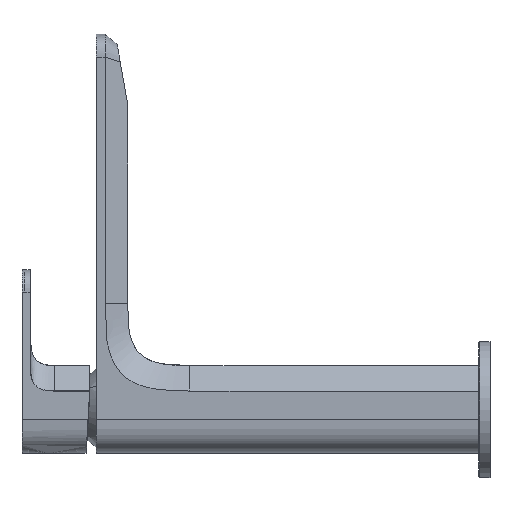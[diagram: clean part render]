
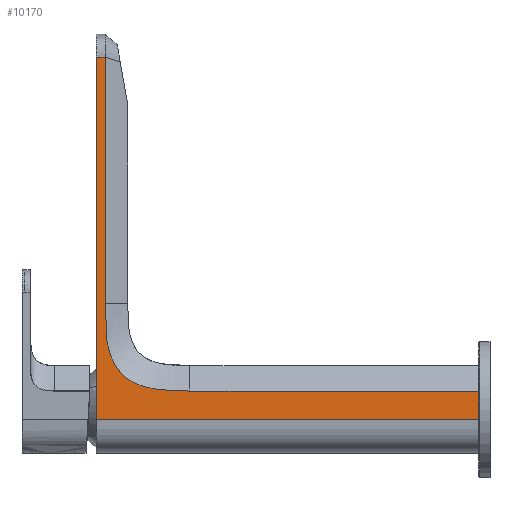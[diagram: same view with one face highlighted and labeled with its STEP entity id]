
A CAD part, left-side view. The second image highlights one B-rep face of the part: STEP entity #10170.
In plain terms, the highlighted planar face has unit normal (-1, 0, 0).
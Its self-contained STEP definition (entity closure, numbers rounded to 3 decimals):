
#8 = CARTESIAN_POINT ( 'NONE',  ( -15.5, 113.877, 6.769 ) ) ;
#131 = CARTESIAN_POINT ( 'NONE',  ( -15.5, 130.767, 13.341 ) ) ;
#410 = LINE ( 'NONE', #3677, #10632 ) ;
#628 = ORIENTED_EDGE ( 'NONE', *, *, #5066, .F. ) ;
#774 = EDGE_CURVE ( 'NONE', #6137, #10840, #10846, .T. ) ;
#1134 = VERTEX_POINT ( 'NONE', #6121 ) ;
#1850 = DIRECTION ( 'NONE',  ( 0., 0., -1. ) ) ;
#2033 = CARTESIAN_POINT ( 'NONE',  ( -15.5, 119.139, 7.417 ) ) ;
#2124 = CARTESIAN_POINT ( 'NONE',  ( -15.5, 133.563, 17.852 ) ) ;
#2170 = CARTESIAN_POINT ( 'NONE',  ( -15.5, 133.083, 16.787 ) ) ;
#2229 = DIRECTION ( 'NONE',  ( 1., 0., 0. ) ) ;
#2482 = EDGE_CURVE ( 'NONE', #12771, #4587, #5618, .T. ) ;
#2550 = LINE ( 'NONE', #5809, #3842 ) ;
#2637 = EDGE_LOOP ( 'NONE', ( #10888, #12969, #628, #5133, #10186, #5772, #12457 ) ) ;
#2649 = CARTESIAN_POINT ( 'NONE',  ( -15.5, 139., 124.5 ) ) ;
#3087 = CARTESIAN_POINT ( 'NONE',  ( -15.5, 131.152, 13.803 ) ) ;
#3166 = CARTESIAN_POINT ( 'NONE',  ( -15.5, 134.341, 20.007 ) ) ;
#3213 = CARTESIAN_POINT ( 'NONE',  ( -15.5, 129.515, 12.015 ) ) ;
#3677 = CARTESIAN_POINT ( 'NONE',  ( -15.5, 135.92, 124.506 ) ) ;
#3728 = CARTESIAN_POINT ( 'NONE',  ( -15.5, 139., 124.5 ) ) ;
#3842 = VECTOR ( 'NONE', #6760, 1000. ) ;
#3853 = CARTESIAN_POINT ( 'NONE',  ( -15.5, 135.795, 29.648 ) ) ;
#3899 = CARTESIAN_POINT ( 'NONE',  ( -15.5, 135.92, 35.679 ) ) ;
#4031 = CARTESIAN_POINT ( 'NONE',  ( -15.5, 135.922, 33.717 ) ) ;
#4166 = VECTOR ( 'NONE', #1850, 1000. ) ;
#4213 = CARTESIAN_POINT ( 'NONE',  ( -15.5, 125.567, 9.415 ) ) ;
#4259 = CARTESIAN_POINT ( 'NONE',  ( -15.5, 115.955, 6.956 ) ) ;
#4270 = DIRECTION ( 'NONE',  ( 0., 0., 1. ) ) ;
#4587 = VERTEX_POINT ( 'NONE', #10815 ) ;
#4780 = LINE ( 'NONE', #6432, #8609 ) ;
#4842 = DIRECTION ( 'NONE',  ( 0., -1., 0.002 ) ) ;
#5066 = EDGE_CURVE ( 'NONE', #4587, #7135, #410, .T. ) ;
#5091 = CARTESIAN_POINT ( 'NONE',  ( -15.5, 109.828, 6.57 ) ) ;
#5133 = ORIENTED_EDGE ( 'NONE', *, *, #2482, .F. ) ;
#5140 = CARTESIAN_POINT ( 'NONE',  ( -15.5, 135.117, 23.273 ) ) ;
#5233 = PLANE ( 'NONE',  #6971 ) ;
#5578 = LINE ( 'NONE', #8422, #4166 ) ;
#5618 = LINE ( 'NONE', #3728, #11702 ) ;
#5772 = ORIENTED_EDGE ( 'NONE', *, *, #774, .T. ) ;
#5809 = CARTESIAN_POINT ( 'NONE',  ( -15.5, 4., 6.555 ) ) ;
#5868 = CARTESIAN_POINT ( 'NONE',  ( -15.5, 135.92, 37.574 ) ) ;
#6121 = CARTESIAN_POINT ( 'NONE',  ( -15.5, 105.999, 6.555 ) ) ;
#6135 = CARTESIAN_POINT ( 'NONE',  ( -15.5, 120.215, 7.63 ) ) ;
#6137 = VERTEX_POINT ( 'NONE', #11613 ) ;
#6232 = CARTESIAN_POINT ( 'NONE',  ( -15.5, 131.865, 14.763 ) ) ;
#6432 = CARTESIAN_POINT ( 'NONE',  ( -15.5, 139., 124.5 ) ) ;
#6618 = DIRECTION ( 'NONE',  ( 0., 0., -1. ) ) ;
#6760 = DIRECTION ( 'NONE',  ( 0., 1., 0. ) ) ;
#6936 = VERTEX_POINT ( 'NONE', #7782 ) ;
#6971 = AXIS2_PLACEMENT_3D ( 'NONE', #11291, #2229, #4270 ) ;
#7083 = CARTESIAN_POINT ( 'NONE',  ( -15.5, 117.01, 7.08 ) ) ;
#7135 = VERTEX_POINT ( 'NONE', #8172 ) ;
#7141 = VECTOR ( 'NONE', #8073, 1000. ) ;
#7259 = CARTESIAN_POINT ( 'NONE',  ( -15.5, 128.583, 11.247 ) ) ;
#7322 = FACE_OUTER_BOUND ( 'NONE', #2637, .T. ) ;
#7368 = DIRECTION ( 'NONE',  ( 0., 0., -1. ) ) ;
#7607 = EDGE_CURVE ( 'NONE', #7135, #1134, #10079, .T. ) ;
#7782 = CARTESIAN_POINT ( 'NONE',  ( -15.5, 4., 6.555 ) ) ;
#8073 = DIRECTION ( 'NONE',  ( 0., -1., 0. ) ) ;
#8172 = CARTESIAN_POINT ( 'NONE',  ( -15.5, 135.92, 37.574 ) ) ;
#8376 = CARTESIAN_POINT ( 'NONE',  ( -15.5, 4., -3.5 ) ) ;
#8422 = CARTESIAN_POINT ( 'NONE',  ( -15.5, 4., 6.555 ) ) ;
#8506 = EDGE_CURVE ( 'NONE', #6936, #10840, #5578, .T. ) ;
#8561 = EDGE_CURVE ( 'NONE', #6936, #1134, #2550, .T. ) ;
#8609 = VECTOR ( 'NONE', #7368, 1000. ) ;
#8973 = EDGE_CURVE ( 'NONE', #12771, #6137, #4780, .T. ) ;
#9135 = CARTESIAN_POINT ( 'NONE',  ( -15.5, 112.852, 6.705 ) ) ;
#9214 = CARTESIAN_POINT ( 'NONE',  ( -15.5, 132.191, 15.26 ) ) ;
#9263 = CARTESIAN_POINT ( 'NONE',  ( -15.5, 134.641, 21.099 ) ) ;
#9303 = CARTESIAN_POINT ( 'NONE',  ( -15.5, 107.879, 6.555 ) ) ;
#10079 = B_SPLINE_CURVE_WITH_KNOTS ( 'NONE', 3,
 ( #5868, #3899, #4031, #13073, #3853, #10164, #12215, #12256, #5140, #9263, #3166, #2124, #2170, #9214, #6232, #3087, #131, #3213, #7259, #10298, #4213, #11324, #11237, #6135, #2033, #7083, #4259, #8, #9135, #5091, #9303, #10205 ),
 .UNSPECIFIED., .F., .F.,
 ( 4, 2, 2, 2, 2, 2, 2, 2, 2, 2, 2, 2, 2, 2, 2, 4 ),
 ( 0., 0.125, 0.187, 0.25, 0.312, 0.375, 0.437, 0.469, 0.5, 0.562, 0.625, 0.687, 0.75, 0.812, 0.875, 1. ),
 .UNSPECIFIED. ) ;
#10164 = CARTESIAN_POINT ( 'NONE',  ( -15.5, 135.658, 27.559 ) ) ;
#10170 = ADVANCED_FACE ( 'NONE', ( #7322 ), #5233, .F. ) ;
#10186 = ORIENTED_EDGE ( 'NONE', *, *, #8973, .T. ) ;
#10205 = CARTESIAN_POINT ( 'NONE',  ( -15.5, 105.999, 6.555 ) ) ;
#10298 = CARTESIAN_POINT ( 'NONE',  ( -15.5, 126.609, 9.948 ) ) ;
#10632 = VECTOR ( 'NONE', #6618, 1000. ) ;
#10815 = CARTESIAN_POINT ( 'NONE',  ( -15.5, 135.92, 124.506 ) ) ;
#10840 = VERTEX_POINT ( 'NONE', #8376 ) ;
#10846 = LINE ( 'NONE', #12125, #7141 ) ;
#10888 = ORIENTED_EDGE ( 'NONE', *, *, #8561, .T. ) ;
#11237 = CARTESIAN_POINT ( 'NONE',  ( -15.5, 122.369, 8.19 ) ) ;
#11291 = CARTESIAN_POINT ( 'NONE',  ( -15.5, 139., 124.5 ) ) ;
#11324 = CARTESIAN_POINT ( 'NONE',  ( -15.5, 123.448, 8.536 ) ) ;
#11613 = CARTESIAN_POINT ( 'NONE',  ( -15.5, 139., -3.5 ) ) ;
#11702 = VECTOR ( 'NONE', #4842, 1000. ) ;
#12125 = CARTESIAN_POINT ( 'NONE',  ( -15.5, 139., -3.5 ) ) ;
#12215 = CARTESIAN_POINT ( 'NONE',  ( -15.5, 135.564, 26.499 ) ) ;
#12256 = CARTESIAN_POINT ( 'NONE',  ( -15.5, 135.293, 24.357 ) ) ;
#12457 = ORIENTED_EDGE ( 'NONE', *, *, #8506, .F. ) ;
#12771 = VERTEX_POINT ( 'NONE', #2649 ) ;
#12969 = ORIENTED_EDGE ( 'NONE', *, *, #7607, .F. ) ;
#13073 = CARTESIAN_POINT ( 'NONE',  ( -15.5, 135.838, 30.678 ) ) ;
